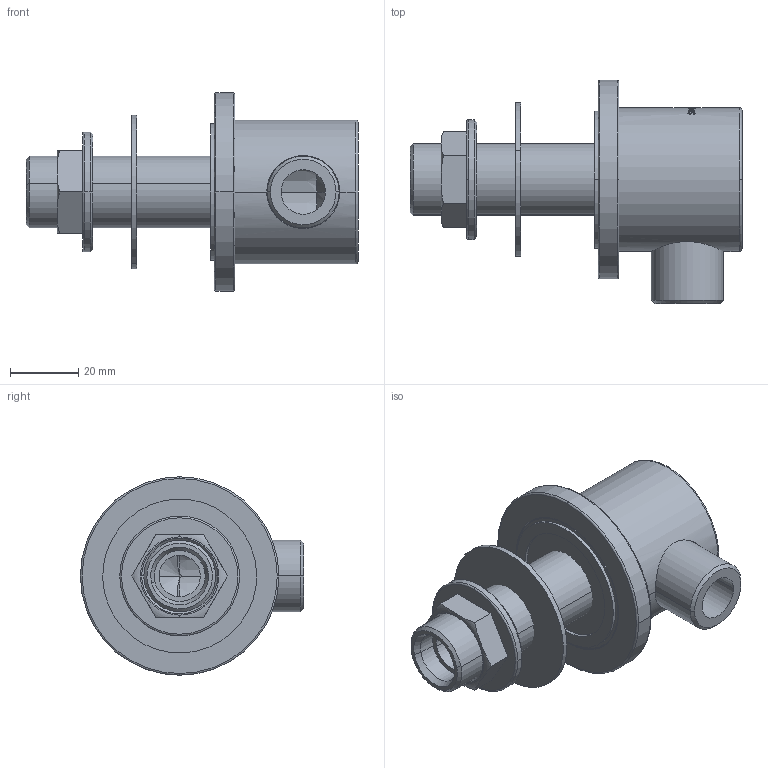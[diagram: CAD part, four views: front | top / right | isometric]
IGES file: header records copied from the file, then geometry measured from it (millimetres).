
Global section: file name: No Iges File Name specified; native system: Autodesk Inventor 2010; preprocessor: AutoDesk Inventor Iges Exporter R2010; author: adaniels; date: 20100719.155001; units: millimetre
Bounding box: 97.01 x 65.2 x 58 mm (x, y, z)
Volume: 79956.7 mm3; surface area: 34812.2 mm2
Topology: 8 solids, 8 shells, 258 faces, 657 edges, 432 vertices
Faces by surface type: plane 121, bspline 44, revolution 36, cylinder 31, torus 16, cone 10
